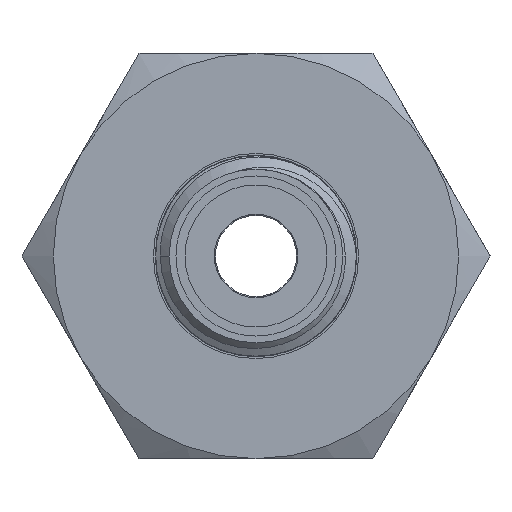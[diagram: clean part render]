
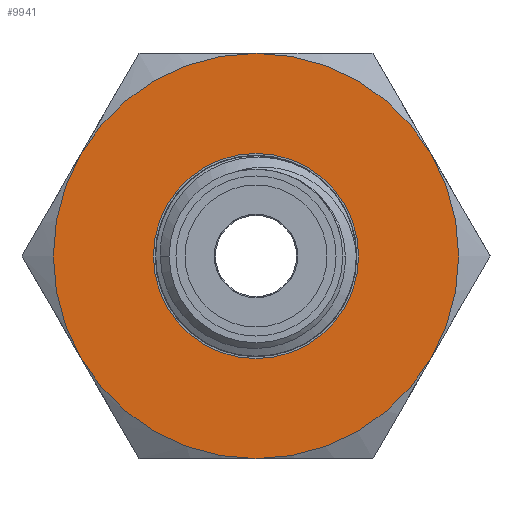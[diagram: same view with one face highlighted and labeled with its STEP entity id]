
A CAD part, left-side view. The second image highlights one B-rep face of the part: STEP entity #9941.
In plain terms, the highlighted planar face has unit normal (-1, 0, 0).
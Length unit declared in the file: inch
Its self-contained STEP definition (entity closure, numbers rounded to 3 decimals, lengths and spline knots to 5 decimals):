
#117 = DIRECTION ( 'NONE',  ( -1., 0., 0. ) ) ;
#549 = FACE_BOUND ( 'NONE', #15428, .T. ) ;
#698 = DIRECTION ( 'NONE',  ( 0., 0., -1. ) ) ;
#787 = CARTESIAN_POINT ( 'NONE',  ( -0.06274, 1.16404, -0.19789 ) ) ;
#905 = DIRECTION ( 'NONE',  ( 0., 0., -1. ) ) ;
#1001 = CARTESIAN_POINT ( 'NONE',  ( -0.06274, 1.16404, -0.76039 ) ) ;
#1058 = AXIS2_PLACEMENT_3D ( 'NONE', #12449, #117, #5083 ) ;
#1139 = CARTESIAN_POINT ( 'NONE',  ( -0.06274, 1.16404, -0.47564 ) ) ;
#1307 = EDGE_CURVE ( 'NONE', #10111, #12448, #4757, .T. ) ;
#1491 = AXIS2_PLACEMENT_3D ( 'NONE', #7141, #10942, #8503 ) ;
#1615 = EDGE_CURVE ( 'NONE', #12448, #10111, #10594, .T. ) ;
#2051 = EDGE_CURVE ( 'NONE', #11232, #15441, #13885, .T. ) ;
#2108 = CARTESIAN_POINT ( 'NONE',  ( -0.06274, 1.16404, -0.76039 ) ) ;
#2410 = ORIENTED_EDGE ( 'NONE', *, *, #12260, .F. ) ;
#2552 = FACE_OUTER_BOUND ( 'NONE', #4186, .T. ) ;
#3113 = EDGE_CURVE ( 'NONE', #3448, #11232, #4898, .T. ) ;
#3224 = CARTESIAN_POINT ( 'NONE',  ( -0.06274, 1.16404, -1.04514 ) ) ;
#3448 = VERTEX_POINT ( 'NONE', #13595 ) ;
#4068 = CARTESIAN_POINT ( 'NONE',  ( -0.06274, 0.6769, -0.47914 ) ) ;
#4186 = EDGE_LOOP ( 'NONE', ( #14034, #14200, #2410, #12043, #13307, #10894 ) ) ;
#4388 = CIRCLE ( 'NONE', #8753, 0.5625 ) ;
#4420 = CARTESIAN_POINT ( 'NONE',  ( -0.06274, 1.16404, -0.76039 ) ) ;
#4757 = CIRCLE ( 'NONE', #13310, 0.28475 ) ;
#4870 = DIRECTION ( 'NONE',  ( 1., 0., 0. ) ) ;
#4898 = CIRCLE ( 'NONE', #14261, 0.5625 ) ;
#5083 = DIRECTION ( 'NONE',  ( 0., 0., 1. ) ) ;
#5456 = CARTESIAN_POINT ( 'NONE',  ( -0.06274, 0.6769, -1.04164 ) ) ;
#6799 = DIRECTION ( 'NONE',  ( 0., 0., -1. ) ) ;
#6826 = DIRECTION ( 'NONE',  ( 0., 0., -1. ) ) ;
#7118 = CARTESIAN_POINT ( 'NONE',  ( -0.06274, 1.65118, -1.04164 ) ) ;
#7141 = CARTESIAN_POINT ( 'NONE',  ( -0.06274, 1.16404, -0.76039 ) ) ;
#7620 = DIRECTION ( 'NONE',  ( 1., 0., 0. ) ) ;
#7722 = CARTESIAN_POINT ( 'NONE',  ( -0.06274, 1.65118, -0.47914 ) ) ;
#8120 = AXIS2_PLACEMENT_3D ( 'NONE', #4420, #13149, #698 ) ;
#8471 = CIRCLE ( 'NONE', #1491, 0.5625 ) ;
#8487 = CIRCLE ( 'NONE', #12915, 0.5625 ) ;
#8493 = CIRCLE ( 'NONE', #8120, 0.5625 ) ;
#8503 = DIRECTION ( 'NONE',  ( 0., 0., -1. ) ) ;
#8753 = AXIS2_PLACEMENT_3D ( 'NONE', #15056, #7620, #11416 ) ;
#9242 = CARTESIAN_POINT ( 'NONE',  ( -0.06274, 1.16404, -0.76039 ) ) ;
#9446 = DIRECTION ( 'NONE',  ( 0., 0., -1. ) ) ;
#9806 = VERTEX_POINT ( 'NONE', #787 ) ;
#9941 = ADVANCED_FACE ( 'NONE', ( #549, #2552 ), #11178, .T. ) ;
#10111 = VERTEX_POINT ( 'NONE', #1139 ) ;
#10454 = EDGE_CURVE ( 'NONE', #15441, #9806, #8493, .T. ) ;
#10475 = AXIS2_PLACEMENT_3D ( 'NONE', #1001, #4870, #13607 ) ;
#10594 = CIRCLE ( 'NONE', #10475, 0.28475 ) ;
#10751 = ORIENTED_EDGE ( 'NONE', *, *, #1307, .T. ) ;
#10894 = ORIENTED_EDGE ( 'NONE', *, *, #2051, .F. ) ;
#10942 = DIRECTION ( 'NONE',  ( 1., 0., 0. ) ) ;
#11024 = VERTEX_POINT ( 'NONE', #4068 ) ;
#11178 = PLANE ( 'NONE',  #1058 ) ;
#11232 = VERTEX_POINT ( 'NONE', #7118 ) ;
#11416 = DIRECTION ( 'NONE',  ( 0., 0., -1. ) ) ;
#11624 = CARTESIAN_POINT ( 'NONE',  ( -0.06274, 1.16404, -0.76039 ) ) ;
#11642 = CARTESIAN_POINT ( 'NONE',  ( -0.06274, 1.16404, -0.76039 ) ) ;
#12043 = ORIENTED_EDGE ( 'NONE', *, *, #13597, .F. ) ;
#12260 = EDGE_CURVE ( 'NONE', #11024, #15545, #8487, .T. ) ;
#12448 = VERTEX_POINT ( 'NONE', #3224 ) ;
#12449 = CARTESIAN_POINT ( 'NONE',  ( -0.06274, 1.72654, -0.76039 ) ) ;
#12647 = EDGE_CURVE ( 'NONE', #15545, #3448, #4388, .T. ) ;
#12771 = AXIS2_PLACEMENT_3D ( 'NONE', #11624, #13100, #6826 ) ;
#12915 = AXIS2_PLACEMENT_3D ( 'NONE', #2108, #13242, #905 ) ;
#13056 = DIRECTION ( 'NONE',  ( 1., 0., 0. ) ) ;
#13100 = DIRECTION ( 'NONE',  ( 1., 0., 0. ) ) ;
#13149 = DIRECTION ( 'NONE',  ( 1., 0., 0. ) ) ;
#13242 = DIRECTION ( 'NONE',  ( 1., 0., 0. ) ) ;
#13307 = ORIENTED_EDGE ( 'NONE', *, *, #10454, .F. ) ;
#13310 = AXIS2_PLACEMENT_3D ( 'NONE', #11642, #14272, #6799 ) ;
#13595 = CARTESIAN_POINT ( 'NONE',  ( -0.06274, 1.16404, -1.32289 ) ) ;
#13597 = EDGE_CURVE ( 'NONE', #9806, #11024, #8471, .T. ) ;
#13607 = DIRECTION ( 'NONE',  ( 0., 0., -1. ) ) ;
#13885 = CIRCLE ( 'NONE', #12771, 0.5625 ) ;
#14034 = ORIENTED_EDGE ( 'NONE', *, *, #3113, .F. ) ;
#14200 = ORIENTED_EDGE ( 'NONE', *, *, #12647, .F. ) ;
#14261 = AXIS2_PLACEMENT_3D ( 'NONE', #9242, #13056, #9446 ) ;
#14272 = DIRECTION ( 'NONE',  ( 1., 0., 0. ) ) ;
#15056 = CARTESIAN_POINT ( 'NONE',  ( -0.06274, 1.16404, -0.76039 ) ) ;
#15157 = ORIENTED_EDGE ( 'NONE', *, *, #1615, .T. ) ;
#15428 = EDGE_LOOP ( 'NONE', ( #15157, #10751 ) ) ;
#15441 = VERTEX_POINT ( 'NONE', #7722 ) ;
#15545 = VERTEX_POINT ( 'NONE', #5456 ) ;
